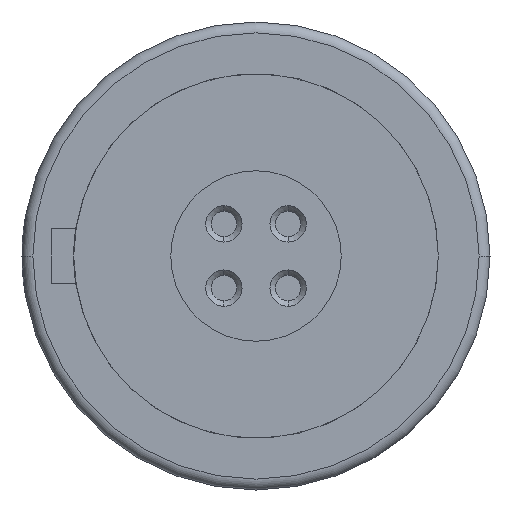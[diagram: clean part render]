
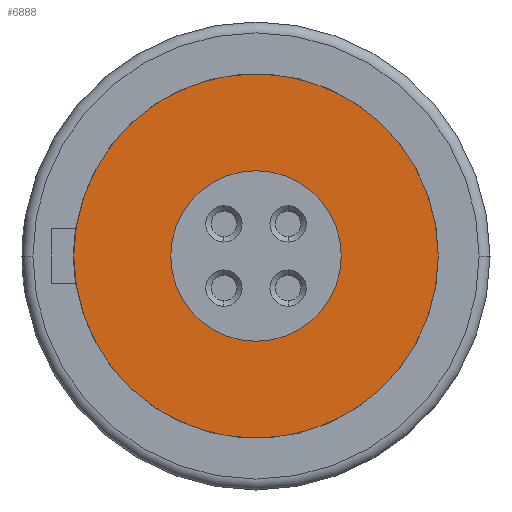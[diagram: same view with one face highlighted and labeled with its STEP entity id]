
A CAD part, left-side view. The second image highlights one B-rep face of the part: STEP entity #6888.
In plain terms, the highlighted planar face has unit normal (-1, 0, 0).
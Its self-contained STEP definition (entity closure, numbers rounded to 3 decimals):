
#3521=CARTESIAN_POINT('',(-1.1,0.,0.));
#3522=DIRECTION('',(-1.,0.,0.));
#3523=DIRECTION('',(0.,1.,0.));
#3524=AXIS2_PLACEMENT_3D('',#3521,#3522,#3523);
#3526=CARTESIAN_POINT('',(-1.1,0.,0.));
#3527=DIRECTION('',(1.,0.,0.));
#3528=DIRECTION('',(0.,1.,0.));
#3529=AXIS2_PLACEMENT_3D('',#3526,#3527,#3528);
#3531=CARTESIAN_POINT('',(-1.1,0.,0.));
#3532=DIRECTION('',(-1.,0.,0.));
#3533=DIRECTION('',(0.,0.,1.));
#3534=AXIS2_PLACEMENT_3D('',#3531,#3532,#3533);
#3536=CARTESIAN_POINT('',(-1.1,0.,0.));
#3537=DIRECTION('',(-1.,0.,0.));
#3538=DIRECTION('',(0.,0.,-1.));
#3539=AXIS2_PLACEMENT_3D('',#3536,#3537,#3538);
#3751=CARTESIAN_POINT('',(-1.1,0.,-2.35));
#3752=VERTEX_POINT('',#3751);
#3753=CARTESIAN_POINT('',(-1.1,0.,2.35));
#3754=VERTEX_POINT('',#3753);
#3962=CARTESIAN_POINT('',(-1.1,-5.025,0.));
#3964=VERTEX_POINT('',#3962);
#3969=CARTESIAN_POINT('',(-1.1,5.025,0.));
#3970=VERTEX_POINT('',#3969);
#6873=CARTESIAN_POINT('',(-1.1,0.,0.));
#6874=DIRECTION('',(1.,0.,0.));
#6875=DIRECTION('',(0.,-1.,0.));
#6876=AXIS2_PLACEMENT_3D('',#6873,#6874,#6875);
#6877=PLANE('',#6876);
#6878=ORIENTED_EDGE('',*,*,#6864,.F.);
#6879=ORIENTED_EDGE('',*,*,#6850,.T.);
#6880=EDGE_LOOP('',(#6878,#6879));
#6881=FACE_OUTER_BOUND('',#6880,.F.);
#6883=ORIENTED_EDGE('',*,*,#6882,.T.);
#6885=ORIENTED_EDGE('',*,*,#6884,.T.);
#6886=EDGE_LOOP('',(#6883,#6885));
#6887=FACE_BOUND('',#6886,.F.);
#6888=ADVANCED_FACE('',(#6881,#6887),#6877,.F.);
#3525=CIRCLE('',#3524,5.025);
#3530=CIRCLE('',#3529,5.025);
#3535=CIRCLE('',#3534,2.35);
#3540=CIRCLE('',#3539,2.35);
#6850=EDGE_CURVE('',#3970,#3964,#3530,.T.);
#6864=EDGE_CURVE('',#3970,#3964,#3525,.T.);
#6882=EDGE_CURVE('',#3754,#3752,#3535,.T.);
#6884=EDGE_CURVE('',#3752,#3754,#3540,.T.);
